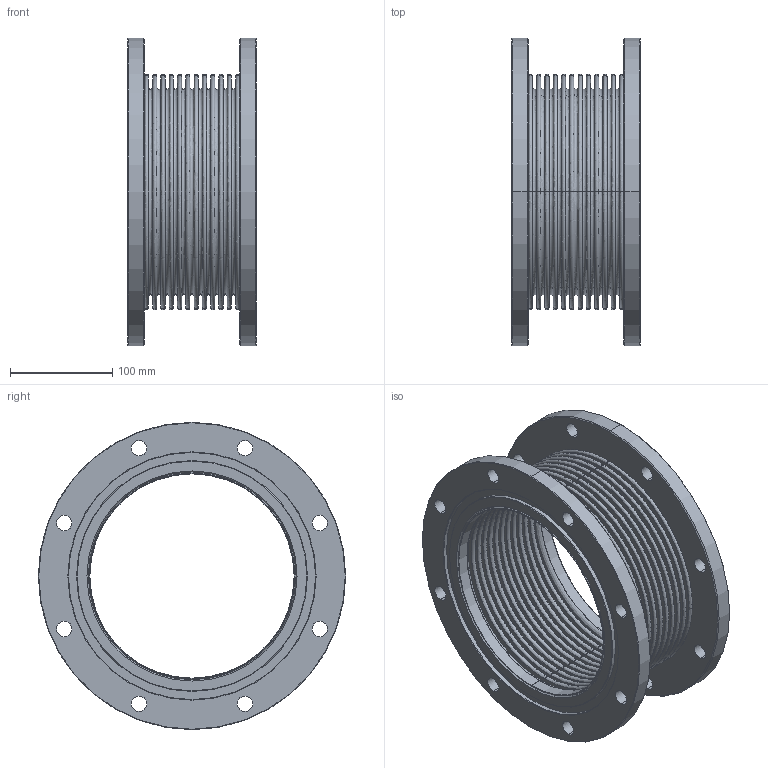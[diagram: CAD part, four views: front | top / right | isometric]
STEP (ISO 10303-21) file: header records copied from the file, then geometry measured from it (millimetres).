
FILE_DESCRIPTION( (''), '2;1');
FILE_NAME ('CAD716.5368.IF200_62.stp','2016-11-16T14:51:56',(''),(''),'spGate 12.6.6','','');
FILE_SCHEMA (('AUTOMOTIVE_DESIGN'));
Length unit declared in the file: millimetre
Products named in the file (4): Assembly; IF200-1; IF200-2; IF200-3
Assembly tree (3 placements, depth 2):
  Assembly
    IF200-1
    IF200-2
    IF200-3
Bounding box: 125 x 300 x 300 mm (x, y, z)
Volume: 1264189.4 mm3; surface area: 805018 mm2
Topology: 3 solids, 3 shells, 234 faces, 500 edges, 324 vertices
Faces by surface type: bspline 124, plane 58, cylinder 52
Entity records: 13252 total; most frequent: CARTESIAN_POINT 4322, ORIENTED_EDGE 1000, DIRECTION 884, COLOUR_RGB 737, PRESENTATION_STYLE_ASSIGNMENT 737, STYLED_ITEM 737, EDGE_CURVE 500, DRAUGHTING_PRE_DEFINED_CURVE_FONT 500
